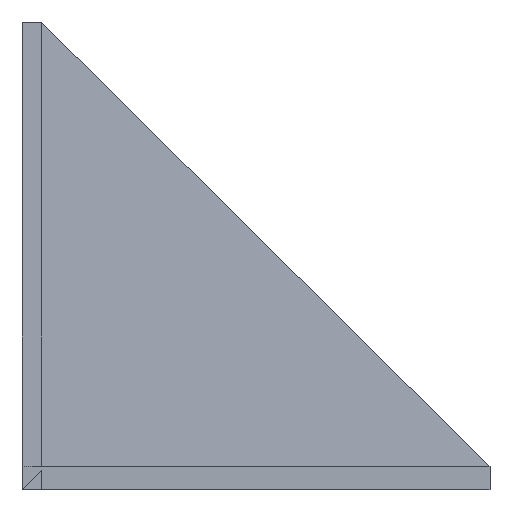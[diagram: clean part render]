
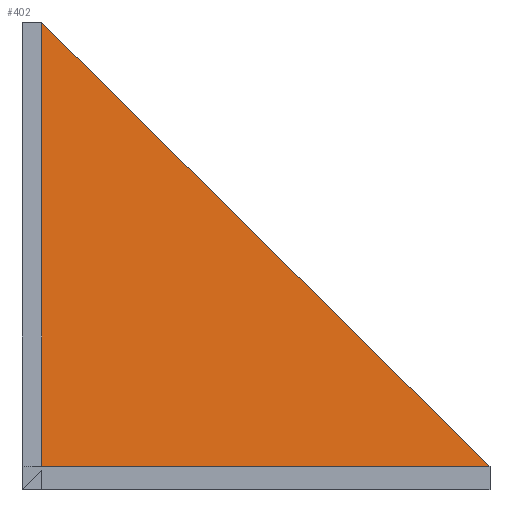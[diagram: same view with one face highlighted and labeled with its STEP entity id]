
A CAD part, front view. The second image highlights one B-rep face of the part: STEP entity #402.
In plain terms, the highlighted planar face has unit normal (0.052, -0.997, 0.052).
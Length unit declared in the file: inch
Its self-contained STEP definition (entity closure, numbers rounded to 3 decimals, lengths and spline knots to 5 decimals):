
#26=PLANE('',#444);
#50=FACE_OUTER_BOUND('',#76,.T.);
#76=EDGE_LOOP('',(#322,#323,#324));
#111=LINE('',#614,#161);
#112=LINE('',#617,#162);
#113=LINE('',#618,#163);
#161=VECTOR('',#505,0.3937);
#162=VECTOR('',#508,0.3937);
#163=VECTOR('',#509,0.3937);
#209=VERTEX_POINT('',#602);
#210=VERTEX_POINT('',#606);
#212=VERTEX_POINT('',#616);
#251=EDGE_CURVE('',#210,#209,#111,.T.);
#252=EDGE_CURVE('',#209,#212,#112,.T.);
#253=EDGE_CURVE('',#210,#212,#113,.T.);
#322=ORIENTED_EDGE('',*,*,#252,.F.);
#323=ORIENTED_EDGE('',*,*,#251,.F.);
#324=ORIENTED_EDGE('',*,*,#253,.T.);
#402=ADVANCED_FACE('',(#50),#26,.T.);
#444=AXIS2_PLACEMENT_3D('',#615,#506,#507);
#505=DIRECTION('',(0.711,0.,-0.703));
#506=DIRECTION('center_axis',(0.052,-0.997,0.052));
#507=DIRECTION('ref_axis',(0.999,0.052,-0.003));
#508=DIRECTION('',(-0.999,-0.052,0.));
#509=DIRECTION('',(0.,-0.052,-0.999));
#602=CARTESIAN_POINT('',(3.,0.15722,0.15));
#606=CARTESIAN_POINT('',(0.125,0.15701,2.99589));
#614=CARTESIAN_POINT('',(0.125,0.15701,2.99589));
#615=CARTESIAN_POINT('Origin',(1.5625,0.15691,1.56904));
#616=CARTESIAN_POINT('',(0.125,0.00786,0.15));
#617=CARTESIAN_POINT('',(2.2609,0.11883,0.15));
#618=CARTESIAN_POINT('',(0.125,0.15701,2.99589));
